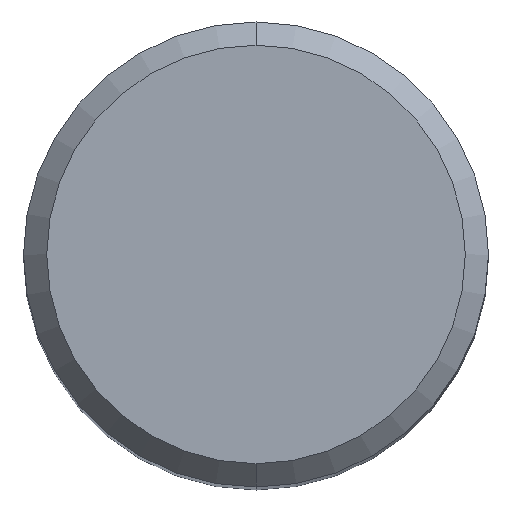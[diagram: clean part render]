
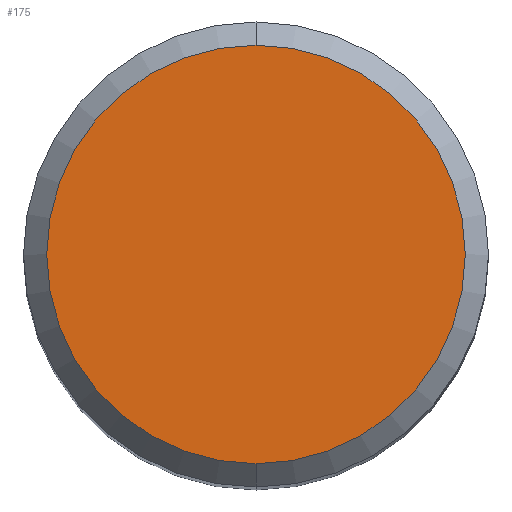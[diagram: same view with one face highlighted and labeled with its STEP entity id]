
A CAD part, top view. The second image highlights one B-rep face of the part: STEP entity #175.
In plain terms, the highlighted planar face has unit normal (0, 0, 1).
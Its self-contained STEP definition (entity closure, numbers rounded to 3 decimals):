
#105=VERTEX_POINT('',#257);
#161=EDGE_CURVE('',#105,#191,#318,.T.);
#175=ADVANCED_FACE('',(#332),#333,.T.);
#191=VERTEX_POINT('',#351);
#207=EDGE_CURVE('',#191,#105,#371,.T.);
#257=CARTESIAN_POINT('',(0.0,4.5,0.0));
#318=CIRCLE('',#500,4.5);
#332=FACE_OUTER_BOUND('',#522,.T.);
#333=PLANE('',#523);
#351=CARTESIAN_POINT('',(0.,-4.5,0.0));
#371=CIRCLE('',#569,4.5);
#500=AXIS2_PLACEMENT_3D('',#677,#678,#679);
#522=EDGE_LOOP('',(#690,#691));
#523=AXIS2_PLACEMENT_3D('',#692,#693,#694);
#569=AXIS2_PLACEMENT_3D('',#752,#753,#754);
#677=CARTESIAN_POINT('',(0.0,0.0,0.0));
#678=DIRECTION('',(0.0,0.0,-1.0));
#679=DIRECTION('',(0.0,1.0,0.0));
#690=ORIENTED_EDGE('',*,*,#161,.F.);
#691=ORIENTED_EDGE('',*,*,#207,.F.);
#692=CARTESIAN_POINT('',(0.0,2.25,0.0));
#693=DIRECTION('',(-0.0,0.0,1.0));
#694=DIRECTION('',(0.0,-1.0,0.0));
#752=CARTESIAN_POINT('',(0.0,0.0,0.0));
#753=DIRECTION('',(0.0,0.0,-1.0));
#754=DIRECTION('',(0.0,1.0,0.0));
